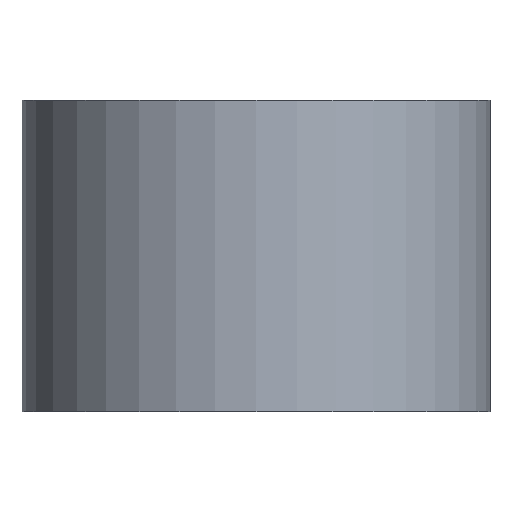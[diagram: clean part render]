
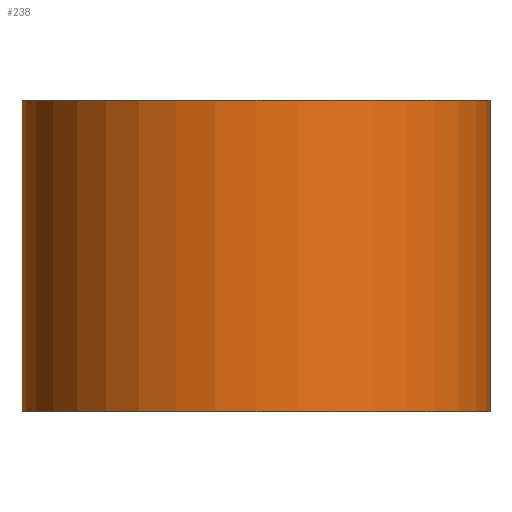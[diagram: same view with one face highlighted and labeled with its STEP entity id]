
A CAD part, front view. The second image highlights one B-rep face of the part: STEP entity #238.
In plain terms, the highlighted cylindrical face has radius 9.55 mm (diameter 19.101 mm), a partial arc.
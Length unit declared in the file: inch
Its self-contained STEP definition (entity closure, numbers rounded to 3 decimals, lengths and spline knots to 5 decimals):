
#4 = LINE ( 'NONE', #9, #223 ) ;
#8 = DIRECTION ( 'NONE',  ( -1., 0., 0. ) ) ;
#9 = CARTESIAN_POINT ( 'NONE',  ( -0.376, 0., 0.25 ) ) ;
#10 = CARTESIAN_POINT ( 'NONE',  ( -0.376, 0., -0.25 ) ) ;
#13 = LINE ( 'NONE', #26, #108 ) ;
#18 = ORIENTED_EDGE ( 'NONE', *, *, #64, .F. ) ;
#20 = ORIENTED_EDGE ( 'NONE', *, *, #135, .T. ) ;
#26 = CARTESIAN_POINT ( 'NONE',  ( 0.376, 0., 0.25 ) ) ;
#46 = DIRECTION ( 'NONE',  ( 0., 0., -1. ) ) ;
#47 = AXIS2_PLACEMENT_3D ( 'NONE', #247, #169, #52 ) ;
#52 = DIRECTION ( 'NONE',  ( 1., 0., 0. ) ) ;
#56 = EDGE_CURVE ( 'NONE', #206, #79, #173, .T. ) ;
#61 = VERTEX_POINT ( 'NONE', #10 ) ;
#64 = EDGE_CURVE ( 'NONE', #79, #126, #13, .T. ) ;
#65 = DIRECTION ( 'NONE',  ( 0., 0., -1. ) ) ;
#79 = VERTEX_POINT ( 'NONE', #184 ) ;
#90 = CARTESIAN_POINT ( 'NONE',  ( -0.376, 0., 0.25 ) ) ;
#92 = EDGE_CURVE ( 'NONE', #61, #126, #205, .T. ) ;
#106 = DIRECTION ( 'NONE',  ( 1., 0., 0. ) ) ;
#108 = VECTOR ( 'NONE', #46, 39.37008 ) ;
#119 = ORIENTED_EDGE ( 'NONE', *, *, #56, .F. ) ;
#126 = VERTEX_POINT ( 'NONE', #167 ) ;
#135 = EDGE_CURVE ( 'NONE', #206, #61, #4, .T. ) ;
#149 = FACE_OUTER_BOUND ( 'NONE', #182, .T. ) ;
#163 = CYLINDRICAL_SURFACE ( 'NONE', #239, 0.376 ) ;
#167 = CARTESIAN_POINT ( 'NONE',  ( 0.376, 0., -0.25 ) ) ;
#169 = DIRECTION ( 'NONE',  ( 0., 0., 1. ) ) ;
#173 = CIRCLE ( 'NONE', #47, 0.376 ) ;
#180 = AXIS2_PLACEMENT_3D ( 'NONE', #189, #211, #106 ) ;
#182 = EDGE_LOOP ( 'NONE', ( #18, #119, #20, #229 ) ) ;
#184 = CARTESIAN_POINT ( 'NONE',  ( 0.376, 0., 0.25 ) ) ;
#189 = CARTESIAN_POINT ( 'NONE',  ( 0., 0., -0.25 ) ) ;
#205 = CIRCLE ( 'NONE', #180, 0.376 ) ;
#206 = VERTEX_POINT ( 'NONE', #90 ) ;
#211 = DIRECTION ( 'NONE',  ( 0., 0., 1. ) ) ;
#223 = VECTOR ( 'NONE', #65, 39.37008 ) ;
#226 = DIRECTION ( 'NONE',  ( 0., 0., -1. ) ) ;
#229 = ORIENTED_EDGE ( 'NONE', *, *, #92, .T. ) ;
#238 = ADVANCED_FACE ( 'NONE', ( #149 ), #163, .T. ) ;
#239 = AXIS2_PLACEMENT_3D ( 'NONE', #245, #226, #8 ) ;
#245 = CARTESIAN_POINT ( 'NONE',  ( 0., 0., 0.25 ) ) ;
#247 = CARTESIAN_POINT ( 'NONE',  ( 0., 0., 0.25 ) ) ;
